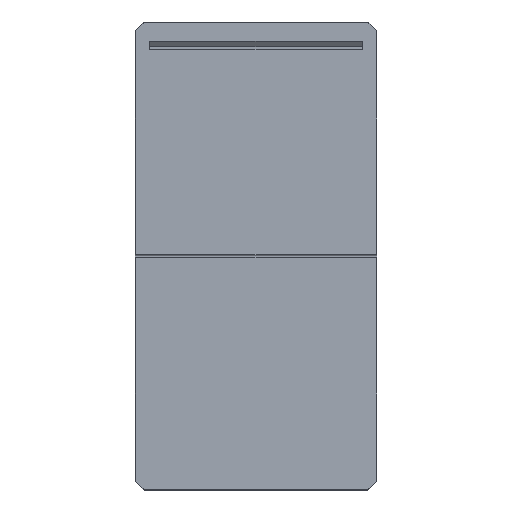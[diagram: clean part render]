
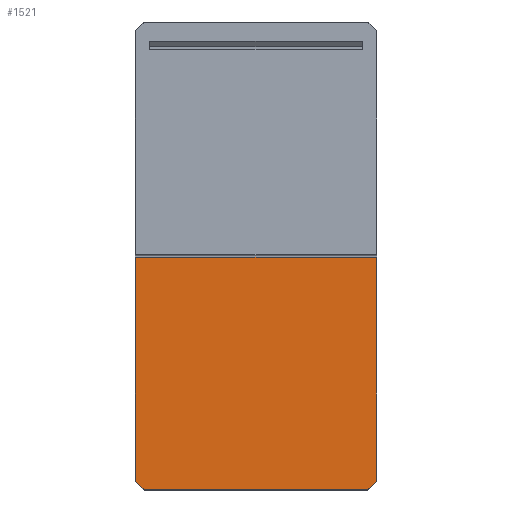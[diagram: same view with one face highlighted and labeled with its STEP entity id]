
A CAD part, front view. The second image highlights one B-rep face of the part: STEP entity #1521.
In plain terms, the highlighted planar face has unit normal (0, -1, 0).
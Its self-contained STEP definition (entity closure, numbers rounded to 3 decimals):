
#257=FACE_OUTER_BOUND('',#357,.T.);
#357=EDGE_LOOP('',(#1361,#1362,#1363,#1364,#1365,#1366));
#400=LINE('',#2313,#532);
#419=LINE('',#2372,#551);
#456=LINE('',#2522,#588);
#459=LINE('',#2564,#591);
#474=LINE('',#2618,#606);
#477=LINE('',#2623,#609);
#532=VECTOR('',#1801,10.);
#551=VECTOR('',#1850,10.);
#588=VECTOR('',#2023,10.);
#591=VECTOR('',#2082,10.);
#606=VECTOR('',#2155,10.);
#609=VECTOR('',#2162,10.);
#656=VERTEX_POINT('',#2310);
#657=VERTEX_POINT('',#2312);
#682=VERTEX_POINT('',#2371);
#726=VERTEX_POINT('',#2516);
#734=VERTEX_POINT('',#2545);
#736=VERTEX_POINT('',#2556);
#787=EDGE_CURVE('',#657,#656,#400,.T.);
#816=EDGE_CURVE('',#657,#682,#419,.T.);
#892=EDGE_CURVE('',#726,#656,#456,.T.);
#913=EDGE_CURVE('',#736,#734,#459,.T.);
#942=EDGE_CURVE('',#682,#736,#474,.T.);
#945=EDGE_CURVE('',#734,#726,#477,.T.);
#1361=ORIENTED_EDGE('',*,*,#787,.T.);
#1362=ORIENTED_EDGE('',*,*,#892,.F.);
#1363=ORIENTED_EDGE('',*,*,#945,.F.);
#1364=ORIENTED_EDGE('',*,*,#913,.F.);
#1365=ORIENTED_EDGE('',*,*,#942,.F.);
#1366=ORIENTED_EDGE('',*,*,#816,.F.);
#1422=PLANE('',#1724);
#1521=ADVANCED_FACE('',(#257),#1422,.F.);
#1724=AXIS2_PLACEMENT_3D('',#2660,#2216,#2217);
#1801=DIRECTION('',(-1.,0.,0.));
#1850=DIRECTION('',(0.,0.,-1.));
#2023=DIRECTION('',(0.,0.,1.));
#2082=DIRECTION('',(-1.,0.,0.));
#2155=DIRECTION('',(-0.707,0.,-0.707));
#2162=DIRECTION('',(-0.707,0.,0.707));
#2216=DIRECTION('center_axis',(0.,1.,0.));
#2217=DIRECTION('ref_axis',(0.,0.,1.));
#2310=CARTESIAN_POINT('',(-42.4,0.,-0.5));
#2312=CARTESIAN_POINT('',(42.4,0.,-0.5));
#2313=CARTESIAN_POINT('',(21.25,0.,-0.5));
#2371=CARTESIAN_POINT('',(42.4,0.,-79.459));
#2372=CARTESIAN_POINT('',(42.4,0.,41.25));
#2516=CARTESIAN_POINT('',(-42.4,0.,-79.459));
#2522=CARTESIAN_POINT('',(-42.4,0.,-41.25));
#2545=CARTESIAN_POINT('',(-39.459,0.,-82.4));
#2556=CARTESIAN_POINT('',(39.459,0.,-82.4));
#2564=CARTESIAN_POINT('',(21.25,0.,-82.4));
#2618=CARTESIAN_POINT('',(50.929,0.,-70.929));
#2623=CARTESIAN_POINT('',(-50.929,0.,-70.929));
#2660=CARTESIAN_POINT('Origin',(0.,0.,0.));
